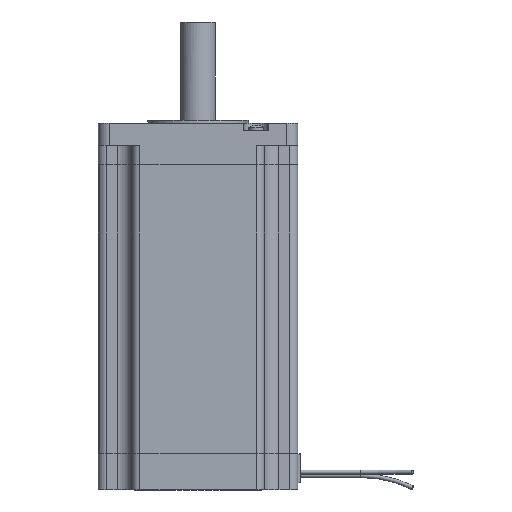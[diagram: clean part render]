
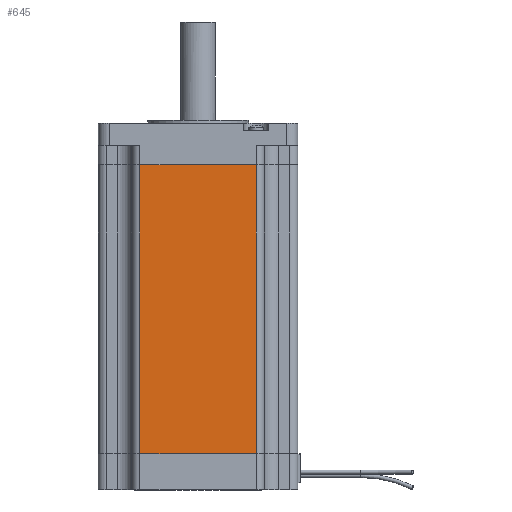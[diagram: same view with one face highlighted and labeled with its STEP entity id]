
A CAD part, left-side view. The second image highlights one B-rep face of the part: STEP entity #645.
In plain terms, the highlighted planar face has unit normal (-1, 0, 0).
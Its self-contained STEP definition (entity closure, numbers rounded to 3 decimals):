
#645 = ADVANCED_FACE ( 'NONE', ( #6363 ), #7114, .T. ) ;
#5937 = EDGE_LOOP ( 'NONE', ( #15282, #15283, #15285, #15287 ) ) ;
#6363 = FACE_OUTER_BOUND ( 'NONE', #5937, .T. ) ;
#7114 = PLANE ( 'NONE',  #20002 ) ;
#7122 = CARTESIAN_POINT ( 'NONE',  ( -54.85, 32., -182. ) ) ;
#7123 = DIRECTION ( 'NONE',  ( -1., 0., 0. ) ) ;
#7124 = DIRECTION ( 'NONE',  ( 0., 0., 1. ) ) ;
#9983 = LINE ( 'NONE', #10625, #9987 ) ;
#9985 = LINE ( 'NONE', #10619, #9991 ) ;
#9987 = VECTOR ( 'NONE', #10618, 1000. ) ;
#9991 = VECTOR ( 'NONE', #10627, 1000. ) ;
#10618 = DIRECTION ( 'NONE',  ( 0., 0., 1. ) ) ;
#10619 = CARTESIAN_POINT ( 'NONE',  ( -54.85, 32., -23. ) ) ;
#10625 = CARTESIAN_POINT ( 'NONE',  ( -54.85, 32., -182. ) ) ;
#10627 = DIRECTION ( 'NONE',  ( 0., -1., 0. ) ) ;
#12600 = CARTESIAN_POINT ( 'NONE',  ( -54.85, -32., -182. ) ) ;
#12601 = DIRECTION ( 'NONE',  ( 0., 0., 1. ) ) ;
#12831 = CARTESIAN_POINT ( 'NONE',  ( -54.85, 32., -182. ) ) ;
#12832 = DIRECTION ( 'NONE',  ( 0., -1., 0. ) ) ;
#13197 = CARTESIAN_POINT ( 'NONE',  ( -54.85, 32., -182. ) ) ;
#13198 = CARTESIAN_POINT ( 'NONE',  ( -54.85, -32., -182. ) ) ;
#13211 = CARTESIAN_POINT ( 'NONE',  ( -54.85, -32., -23. ) ) ;
#13212 = CARTESIAN_POINT ( 'NONE',  ( -54.85, 32., -23. ) ) ;
#14351 = EDGE_CURVE ( 'NONE', #19386, #19401, #9983, .T. ) ;
#14352 = EDGE_CURVE ( 'NONE', #19401, #19400, #9985, .T. ) ;
#14748 = EDGE_CURVE ( 'NONE', #19386, #19387, #16104, .T. ) ;
#15282 = ORIENTED_EDGE ( 'NONE', *, *, #14352, .F. ) ;
#15283 = ORIENTED_EDGE ( 'NONE', *, *, #14351, .F. ) ;
#15285 = ORIENTED_EDGE ( 'NONE', *, *, #14748, .T. ) ;
#15287 = ORIENTED_EDGE ( 'NONE', *, *, #20665, .T. ) ;
#16104 = LINE ( 'NONE', #12831, #16109 ) ;
#16109 = VECTOR ( 'NONE', #12832, 1000. ) ;
#16742 = LINE ( 'NONE', #12600, #16745 ) ;
#16745 = VECTOR ( 'NONE', #12601, 1000. ) ;
#19386 = VERTEX_POINT ( 'NONE', #13197 ) ;
#19387 = VERTEX_POINT ( 'NONE', #13198 ) ;
#19400 = VERTEX_POINT ( 'NONE', #13211 ) ;
#19401 = VERTEX_POINT ( 'NONE', #13212 ) ;
#20002 = AXIS2_PLACEMENT_3D ( 'NONE', #7122, #7123, #7124 ) ;
#20665 = EDGE_CURVE ( 'NONE', #19387, #19400, #16742, .T. ) ;
